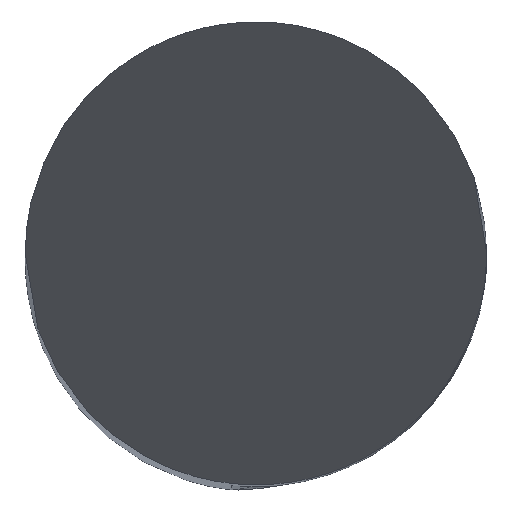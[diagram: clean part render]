
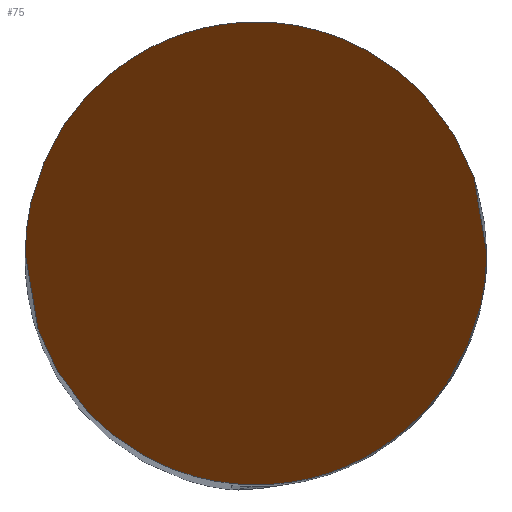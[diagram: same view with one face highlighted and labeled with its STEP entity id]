
A CAD part, top view. The second image highlights one B-rep face of the part: STEP entity #75.
In plain terms, the highlighted planar face has unit normal (0, -0.866, 0.5).
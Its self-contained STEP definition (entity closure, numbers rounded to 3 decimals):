
#52=PLANE('',#518);
#75=ADVANCED_FACE('',(#108),#52,.F.);
#108=FACE_OUTER_BOUND('',#134,.T.);
#134=EDGE_LOOP('',(#272,#273));
#272=ORIENTED_EDGE('',*,*,#398,.T.);
#273=ORIENTED_EDGE('',*,*,#389,.T.);
#346=VERTEX_POINT('',#661);
#347=VERTEX_POINT('',#662);
#389=EDGE_CURVE('',#346,#347,#462,.T.);
#398=EDGE_CURVE('',#347,#346,#465,.T.);
#462=(
BOUNDED_CURVE()
B_SPLINE_CURVE(3,(#657,#658,#659,#660),.UNSPECIFIED.,.F.,.F.)
B_SPLINE_CURVE_WITH_KNOTS((4,4),(0.,1.),.UNSPECIFIED.)
CURVE()
GEOMETRIC_REPRESENTATION_ITEM()
RATIONAL_B_SPLINE_CURVE((1.,0.333,0.333,1.))
REPRESENTATION_ITEM('')
);
#465=(
BOUNDED_CURVE()
B_SPLINE_CURVE(3,(#724,#725,#726,#727),.UNSPECIFIED.,.F.,.F.)
B_SPLINE_CURVE_WITH_KNOTS((4,4),(0.,1.),.UNSPECIFIED.)
CURVE()
GEOMETRIC_REPRESENTATION_ITEM()
RATIONAL_B_SPLINE_CURVE((1.,0.333,0.333,1.))
REPRESENTATION_ITEM('')
);
#518=AXIS2_PLACEMENT_3D('',#905,#576,#577);
#576=DIRECTION('',(0.,0.866,-0.5));
#577=DIRECTION('',(0.,0.5,0.866));
#657=CARTESIAN_POINT('',(-3.5,0.,0.));
#658=CARTESIAN_POINT('',(-3.5,-7.,-12.124));
#659=CARTESIAN_POINT('',(3.5,-7.,-12.124));
#660=CARTESIAN_POINT('',(3.5,0.,0.));
#661=CARTESIAN_POINT('',(-3.5,0.,0.));
#662=CARTESIAN_POINT('',(3.5,0.,0.));
#724=CARTESIAN_POINT('',(3.5,0.,0.));
#725=CARTESIAN_POINT('',(3.5,7.,12.124));
#726=CARTESIAN_POINT('',(-3.5,7.,12.124));
#727=CARTESIAN_POINT('',(-3.5,0.,0.));
#905=CARTESIAN_POINT('',(-3.5,3.5,6.062));
